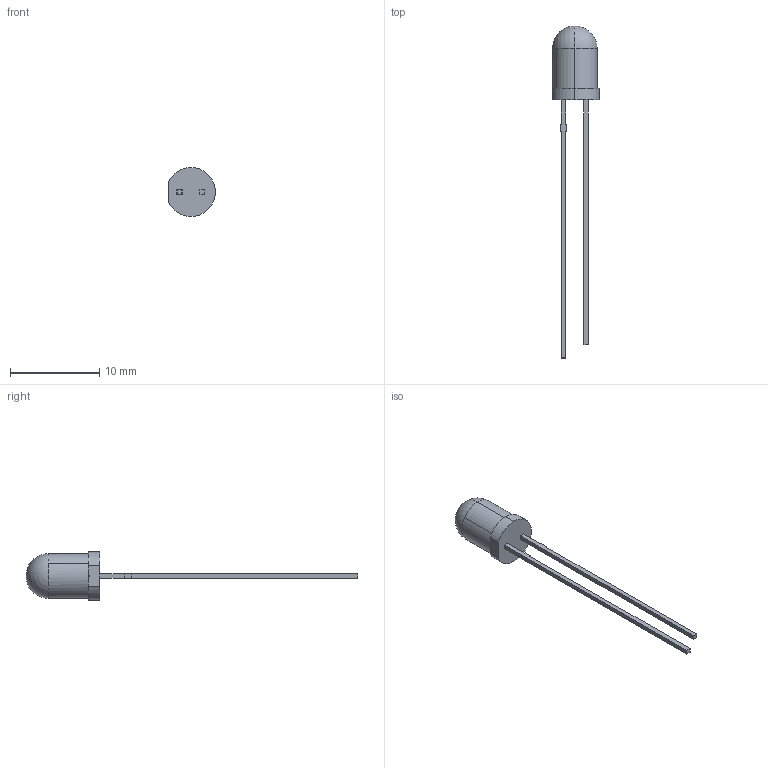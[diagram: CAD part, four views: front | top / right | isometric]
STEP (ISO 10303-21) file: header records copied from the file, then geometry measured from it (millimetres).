
FILE_DESCRIPTION (( 'STEP AP214' ), '1' );
FILE_NAME ('SFH 4545.STEP', '2024-02-01T18:02:10', ( '' ), ( '' ), 'SwSTEP 2.0', 'SolidWorks 2021', '' );
FILE_SCHEMA (( 'AUTOMOTIVE_DESIGN' ));
Length unit declared in the file: millimetre
Products named in the file (1): SFH 4545
Bounding box: 5.25 x 37.3 x 5.5 mm (x, y, z)
Volume: 165.7 mm3; surface area: 274 mm2
Topology: 3 solids, 3 shells, 42 faces, 108 edges, 72 vertices
Faces by surface type: plane 33, cylinder 7, sphere 2
Entity records: 1324 total; most frequent: CARTESIAN_POINT 229, ORIENTED_EDGE 216, DIRECTION 212, EDGE_CURVE 108, VECTOR 86, LINE 86, VERTEX_POINT 72, AXIS2_PLACEMENT_3D 63
